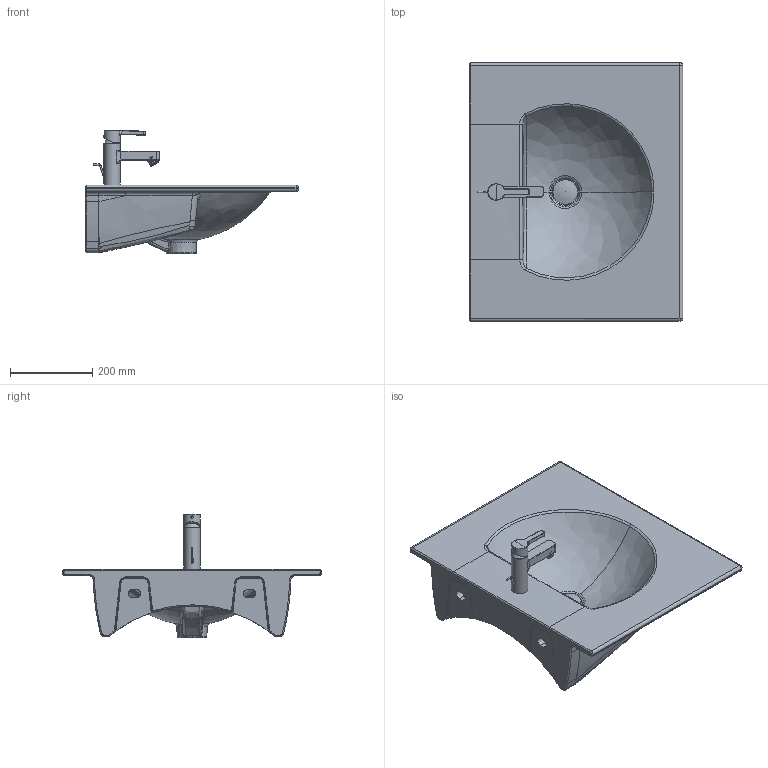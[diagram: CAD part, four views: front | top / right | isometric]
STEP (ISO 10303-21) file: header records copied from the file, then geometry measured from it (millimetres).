
FILE_DESCRIPTION((''),'2;1');
FILE_NAME('049963.stp','2011-05-18T17:51:34',('Administrator'),(''),'Autodesk Inventor 2011','Autodesk Inventor 2011','');
FILE_SCHEMA(('AUTOMOTIVE_DESIGN { 1 0 10303 214 1 1 1 1 }'));
Length unit declared in the file: millimetre
Products named in the file (11): 049963; Armatur Aufsatzbecken 049953; Sieb; Griff; Fassung Sieb; Gehäuse; Gleitring; Hebel; Kelch; Stopfen
Assembly tree (10 placements, depth 3):
  049963
    049963
    Armatur Aufsatzbecken 049953
      Sieb
      Griff
      Fassung Sieb
      Gehäuse
      Gleitring
      Hebel
    Kelch
    Stopfen
Bounding box: 520.33 x 630.27 x 300.74 mm (x, y, z)
Volume: 11150095.1 mm3; surface area: 997328 mm2
Topology: 3 solids, 9 shells, 709 faces, 2266 edges, 1437 vertices
Faces by surface type: plane 361, bspline 161, cylinder 125, torus 28, cone 24, sphere 10
Full cylindrical faces by diameter (mm): 1.039 x1, 4 x2, 4.3 x1, 5.2 x1, 5.5 x1, 6.5 x1, 10.5 x1, 12.5 x1, 13.905 x1, 17 x1, 17.773 x1, 18 x1, 20 x1, 20.15 x1, 23.15 x1, 24.5 x1, 35 x1, 40 x2, 42 x1, 44 x1, 49 x1, 60 x1
Entity records: 45008 total; most frequent: CARTESIAN_POINT 25374, ORIENTED_EDGE 3954, DIRECTION 3820, EDGE_CURVE 2188, VERTEX_POINT 1413, AXIS2_PLACEMENT_3D 1385, VECTOR 1050, LINE 1050
